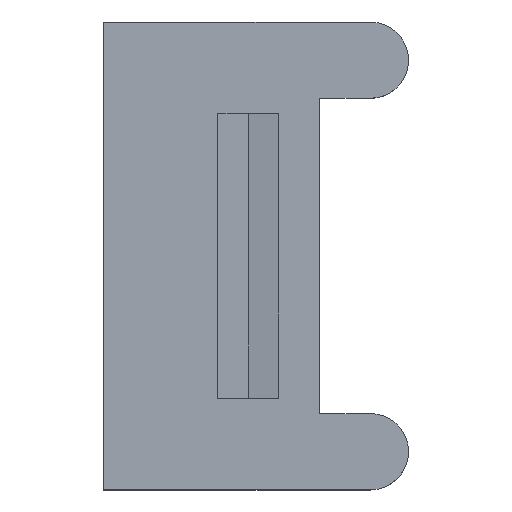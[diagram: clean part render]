
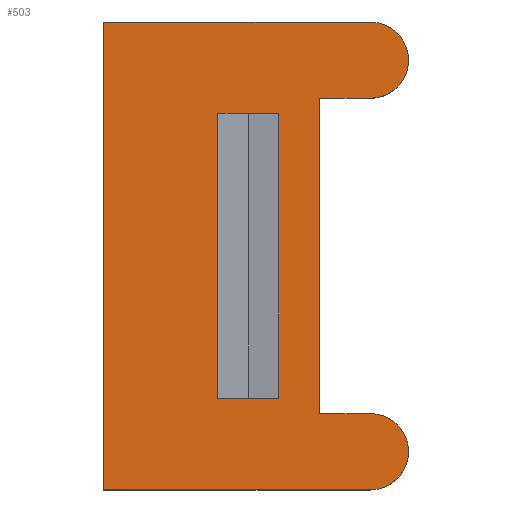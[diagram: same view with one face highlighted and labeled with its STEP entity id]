
A CAD part, top view. The second image highlights one B-rep face of the part: STEP entity #503.
In plain terms, the highlighted planar face has unit normal (0, 0, 1).
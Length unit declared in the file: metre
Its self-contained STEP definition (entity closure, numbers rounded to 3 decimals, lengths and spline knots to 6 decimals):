
#17=CIRCLE('',#547,0.0015);
#18=CIRCLE('',#548,0.0015);
#43=ORIENTED_EDGE('',*,*,#173,.F.);
#44=ORIENTED_EDGE('',*,*,#178,.T.);
#45=ORIENTED_EDGE('',*,*,#177,.T.);
#46=ORIENTED_EDGE('',*,*,#179,.F.);
#47=ORIENTED_EDGE('',*,*,#180,.F.);
#48=ORIENTED_EDGE('',*,*,#181,.T.);
#49=ORIENTED_EDGE('',*,*,#182,.T.);
#50=ORIENTED_EDGE('',*,*,#183,.T.);
#51=ORIENTED_EDGE('',*,*,#184,.T.);
#52=ORIENTED_EDGE('',*,*,#185,.F.);
#53=ORIENTED_EDGE('',*,*,#186,.F.);
#54=ORIENTED_EDGE('',*,*,#187,.F.);
#173=EDGE_CURVE('',#240,#241,#290,.T.);
#177=EDGE_CURVE('',#242,#243,#294,.T.);
#178=EDGE_CURVE('',#240,#242,#295,.T.);
#179=EDGE_CURVE('',#241,#243,#296,.T.);
#180=EDGE_CURVE('',#244,#245,#297,.T.);
#181=EDGE_CURVE('',#244,#246,#298,.T.);
#182=EDGE_CURVE('',#246,#247,#17,.T.);
#183=EDGE_CURVE('',#247,#248,#299,.T.);
#184=EDGE_CURVE('',#248,#249,#300,.T.);
#185=EDGE_CURVE('',#250,#249,#301,.T.);
#186=EDGE_CURVE('',#251,#250,#18,.T.);
#187=EDGE_CURVE('',#245,#251,#302,.T.);
#240=VERTEX_POINT('',#741);
#241=VERTEX_POINT('',#743);
#242=VERTEX_POINT('',#747);
#243=VERTEX_POINT('',#749);
#244=VERTEX_POINT('',#755);
#245=VERTEX_POINT('',#756);
#246=VERTEX_POINT('',#758);
#247=VERTEX_POINT('',#760);
#248=VERTEX_POINT('',#762);
#249=VERTEX_POINT('',#764);
#250=VERTEX_POINT('',#766);
#251=VERTEX_POINT('',#768);
#290=LINE('',#742,#349);
#294=LINE('',#750,#353);
#295=LINE('',#752,#354);
#296=LINE('',#753,#355);
#297=LINE('',#754,#356);
#298=LINE('',#757,#357);
#299=LINE('',#761,#358);
#300=LINE('',#763,#359);
#301=LINE('',#765,#360);
#302=LINE('',#769,#361);
#349=VECTOR('',#598,1.);
#353=VECTOR('',#604,1.);
#354=VECTOR('',#607,1.);
#355=VECTOR('',#608,1.);
#356=VECTOR('',#609,1.);
#357=VECTOR('',#610,1.);
#358=VECTOR('',#613,1.);
#359=VECTOR('',#614,1.);
#360=VECTOR('',#615,1.);
#361=VECTOR('',#618,1.);
#404=EDGE_LOOP('',(#43,#44,#45,#46));
#405=EDGE_LOOP('',(#47,#48,#49,#50,#51,#52,#53,#54));
#441=FACE_BOUND('',#404,.T.);
#442=FACE_BOUND('',#405,.T.);
#478=PLANE('',#546);
#503=ADVANCED_FACE('',(#441,#442),#478,.T.);
#546=AXIS2_PLACEMENT_3D('',#751,#605,#606);
#547=AXIS2_PLACEMENT_3D('',#759,#611,#612);
#548=AXIS2_PLACEMENT_3D('',#767,#616,#617);
#598=DIRECTION('',(0.,-1.,0.));
#604=DIRECTION('',(0.,-1.,0.));
#605=DIRECTION('',(0.,0.,1.));
#606=DIRECTION('',(1.,0.,0.));
#607=DIRECTION('',(1.,0.,0.));
#608=DIRECTION('',(1.,0.,0.));
#609=DIRECTION('',(0.,-1.,0.));
#610=DIRECTION('',(1.,0.,0.));
#611=DIRECTION('',(0.,0.,1.));
#612=DIRECTION('',(1.,0.,0.));
#613=DIRECTION('',(-1.,0.,0.));
#614=DIRECTION('',(0.,-1.,0.));
#615=DIRECTION('',(-1.,0.,0.));
#616=DIRECTION('',(0.,0.,-1.));
#617=DIRECTION('',(1.,0.,0.));
#618=DIRECTION('',(1.,0.,0.));
#741=CARTESIAN_POINT('',(-0.0075,0.0056,0.0028));
#742=CARTESIAN_POINT('',(-0.0075,0.,0.0028));
#743=CARTESIAN_POINT('',(-0.0075,-0.0056,0.0028));
#747=CARTESIAN_POINT('',(-0.0051,0.0056,0.0028));
#749=CARTESIAN_POINT('',(-0.0051,-0.0056,0.0028));
#750=CARTESIAN_POINT('',(-0.0051,0.,0.0028));
#751=CARTESIAN_POINT('',(-0.006,0.,0.0028));
#752=CARTESIAN_POINT('',(-0.0063,0.0056,0.0028));
#753=CARTESIAN_POINT('',(-0.0063,-0.0056,0.0028));
#754=CARTESIAN_POINT('',(-0.0035,0.00755,0.0028));
#755=CARTESIAN_POINT('',(-0.0035,0.0062,0.0028));
#756=CARTESIAN_POINT('',(-0.0035,-0.0062,0.0028));
#757=CARTESIAN_POINT('',(-0.0025,0.0062,0.0028));
#758=CARTESIAN_POINT('',(-0.0015,0.0062,0.0028));
#759=CARTESIAN_POINT('',(-0.0015,0.0077,0.0028));
#760=CARTESIAN_POINT('',(-0.0015,0.0092,0.0028));
#761=CARTESIAN_POINT('',(-0.00775,0.0092,0.0028));
#762=CARTESIAN_POINT('',(-0.012,0.0092,0.0028));
#763=CARTESIAN_POINT('',(-0.012,0.,0.0028));
#764=CARTESIAN_POINT('',(-0.012,-0.0092,0.0028));
#765=CARTESIAN_POINT('',(-0.00775,-0.0092,0.0028));
#766=CARTESIAN_POINT('',(-0.0015,-0.0092,0.0028));
#767=CARTESIAN_POINT('',(-0.0015,-0.0077,0.0028));
#768=CARTESIAN_POINT('',(-0.0015,-0.0062,0.0028));
#769=CARTESIAN_POINT('',(-0.0025,-0.0062,0.0028));
